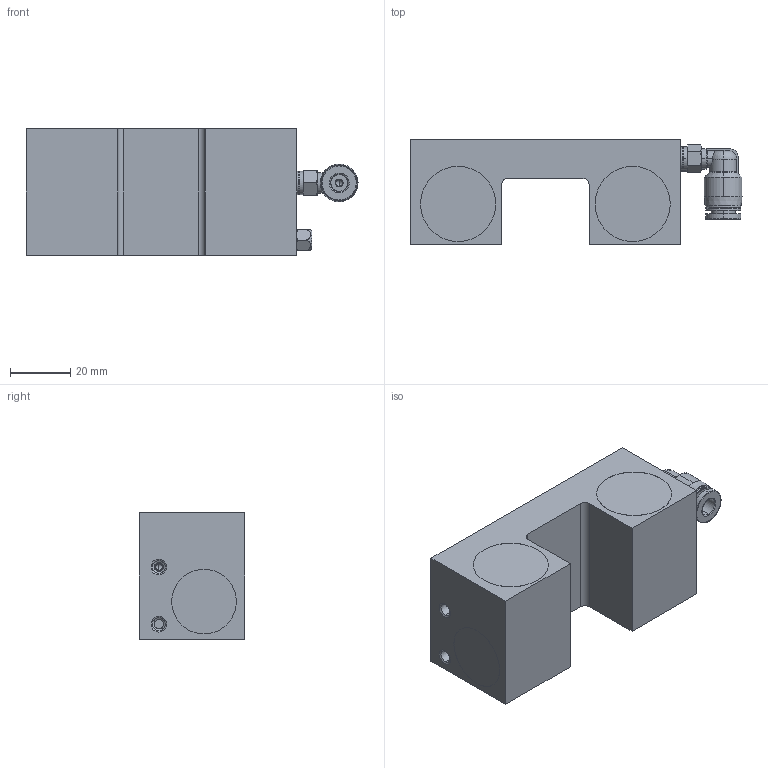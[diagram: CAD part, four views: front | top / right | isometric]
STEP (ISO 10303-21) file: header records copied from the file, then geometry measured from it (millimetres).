
FILE_DESCRIPTION (( 'STEP AP203' ), '1' );
FILE_NAME ('FK30BÆøÑ¹³£¿ª.STEP', '2023-12-09T07:43:43', ( '' ), ( '' ), 'SwSTEP 2.0', 'SolidWorks 2021', '' );
FILE_SCHEMA (( 'CONFIG_CONTROL_DESIGN' ));
Length unit declared in the file: millimetre
Products named in the file (4): M5秏汒ん1; FK30Bァ揤都羲; FK30B翋极V2; PL6M5
Assembly tree (3 placements, depth 2):
  FK30Bァ揤都羲
    FK30B翋极V2
    M5秏汒ん1
    PL6M5
Bounding box: 110.35 x 35 x 42 mm (x, y, z)
Volume: 104325.8 mm3; surface area: 23094.6 mm2
Topology: 3 solids, 5 shells, 221 faces, 489 edges, 289 vertices
Faces by surface type: cylinder 77, cone 65, plane 57, bspline 14, torus 8
Entity records: 7039 total; most frequent: CARTESIAN_POINT 1816, DIRECTION 1066, ORIENTED_EDGE 958, EDGE_CURVE 479, AXIS2_PLACEMENT_3D 443, VERTEX_POINT 289, EDGE_LOOP 248, CIRCLE 230
